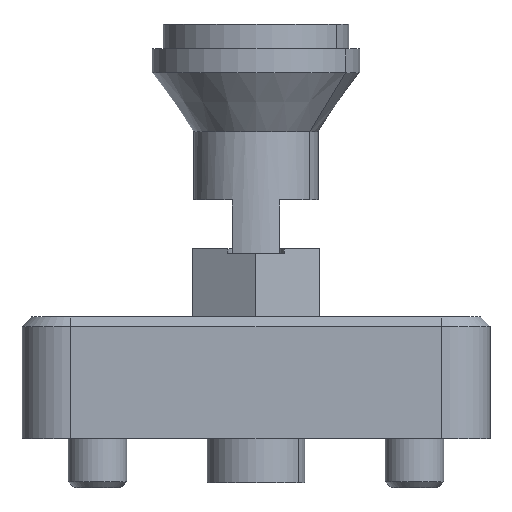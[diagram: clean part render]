
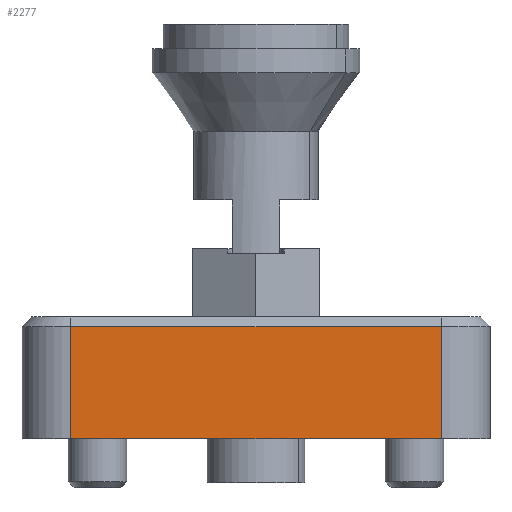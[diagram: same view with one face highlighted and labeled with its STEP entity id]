
A CAD part, front view. The second image highlights one B-rep face of the part: STEP entity #2277.
In plain terms, the highlighted planar face has unit normal (0, -1, 0).
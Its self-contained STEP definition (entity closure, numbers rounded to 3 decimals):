
#196 = VECTOR ( 'NONE', #2136, 1000. ) ;
#301 = VECTOR ( 'NONE', #3342, 1000. ) ;
#542 = LINE ( 'NONE', #701, #1275 ) ;
#628 = AXIS2_PLACEMENT_3D ( 'NONE', #3290, #2479, #901 ) ;
#701 = CARTESIAN_POINT ( 'NONE',  ( 0., 0., 11.5 ) ) ;
#742 = EDGE_CURVE ( 'NONE', #1821, #2583, #827, .T. ) ;
#765 = VERTEX_POINT ( 'NONE', #822 ) ;
#769 = CARTESIAN_POINT ( 'NONE',  ( 43., 0., 12.5 ) ) ;
#822 = CARTESIAN_POINT ( 'NONE',  ( 43., 0., 11.5 ) ) ;
#827 = LINE ( 'NONE', #2654, #196 ) ;
#889 = CARTESIAN_POINT ( 'NONE',  ( 43., 0., 0. ) ) ;
#901 = DIRECTION ( 'NONE',  ( 0., 0., 1. ) ) ;
#1020 = LINE ( 'NONE', #1519, #301 ) ;
#1234 = EDGE_LOOP ( 'NONE', ( #1507, #1537, #1613, #1916 ) ) ;
#1239 = DIRECTION ( 'NONE',  ( -1., 0., 0. ) ) ;
#1275 = VECTOR ( 'NONE', #1239, 1000. ) ;
#1507 = ORIENTED_EDGE ( 'NONE', *, *, #1891, .T. ) ;
#1519 = CARTESIAN_POINT ( 'NONE',  ( 5., 0., 12.5 ) ) ;
#1537 = ORIENTED_EDGE ( 'NONE', *, *, #1542, .T. ) ;
#1542 = EDGE_CURVE ( 'NONE', #765, #1786, #542, .T. ) ;
#1613 = ORIENTED_EDGE ( 'NONE', *, *, #1711, .T. ) ;
#1711 = EDGE_CURVE ( 'NONE', #1786, #1821, #1020, .T. ) ;
#1786 = VERTEX_POINT ( 'NONE', #3398 ) ;
#1821 = VERTEX_POINT ( 'NONE', #2868 ) ;
#1891 = EDGE_CURVE ( 'NONE', #2583, #765, #2790, .T. ) ;
#1916 = ORIENTED_EDGE ( 'NONE', *, *, #742, .T. ) ;
#2136 = DIRECTION ( 'NONE',  ( 1., 0., 0. ) ) ;
#2211 = PLANE ( 'NONE',  #628 ) ;
#2277 = ADVANCED_FACE ( 'NONE', ( #2742 ), #2211, .F. ) ;
#2479 = DIRECTION ( 'NONE',  ( 0., 1., 0. ) ) ;
#2583 = VERTEX_POINT ( 'NONE', #889 ) ;
#2608 = DIRECTION ( 'NONE',  ( 0., 0., 1. ) ) ;
#2654 = CARTESIAN_POINT ( 'NONE',  ( 0., 0., 0. ) ) ;
#2742 = FACE_OUTER_BOUND ( 'NONE', #1234, .T. ) ;
#2790 = LINE ( 'NONE', #769, #3422 ) ;
#2868 = CARTESIAN_POINT ( 'NONE',  ( 5., 0., 0. ) ) ;
#3290 = CARTESIAN_POINT ( 'NONE',  ( 0., 0., 12.5 ) ) ;
#3342 = DIRECTION ( 'NONE',  ( 0., 0., -1. ) ) ;
#3398 = CARTESIAN_POINT ( 'NONE',  ( 5., 0., 11.5 ) ) ;
#3422 = VECTOR ( 'NONE', #2608, 1000. ) ;
